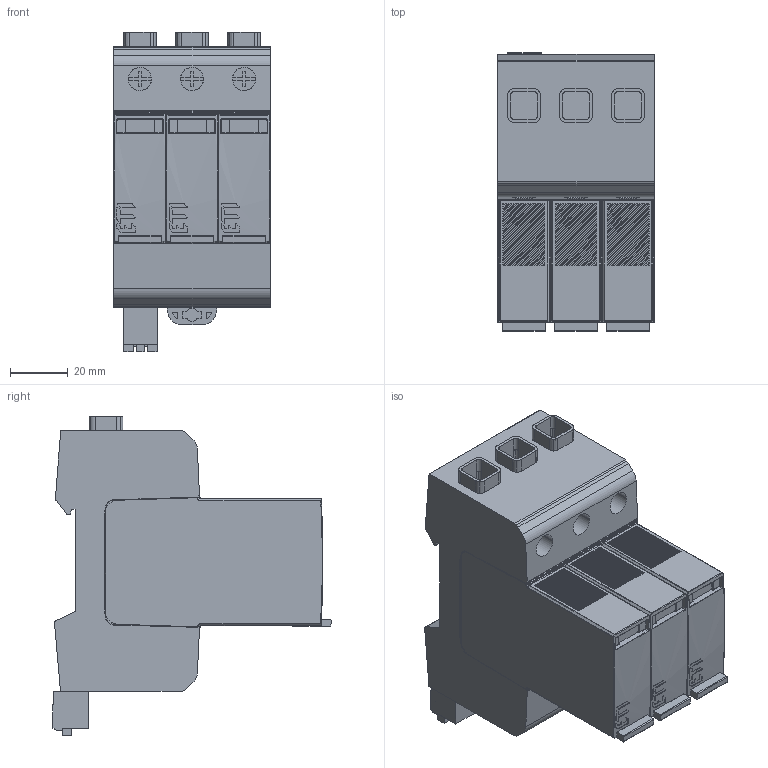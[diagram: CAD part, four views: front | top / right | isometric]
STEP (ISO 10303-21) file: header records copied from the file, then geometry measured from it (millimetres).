
FILE_DESCRIPTION((''),'2;1');
FILE_NAME('ETIMAT_ML_30_ASM_1_ASM_1_ASM','2022-01-05T11:39:51',('marketing.praksa'),('Audax d.o.o.'),'CREO PARAMETRIC BY PTC INC, 2021304','CREO PARAMETRIC BY PTC INC, 2021304','');
FILE_SCHEMA(('AP242_MANAGED_MODEL_BASED_3D_ENGINEERING_MIM_LF { 1 0 10303 442 1 1 4 }'));
Products named in the file (20): PRT0020_1_1; PRT0021_1_1; PRT0022_1_1; VIJA_ASM_1_ASM_1_ASM; PRT0017_1_2_1_1; PRT0017_1_1_1_1_1; RC_WHH_1_1_1_1; RC_WHH_1_2_1_1; RC_WHH_1_3_1_1; RC_WHH_1_ASM_1_ASM_1_ASM; IZ59_0661_ETITEC_M_T2_PV_1500_2; PRT9567_1_1; IZ59_0523_MOD_EM_T12_PV_550_6_1; PRT0019_1_1_1; PRT0019_1_2_1; PRT0019_1_3_1; PRT0019_1_ASM_1_ASM; PRT9565_1; 002440520_MOD_M_T12_PV_550-6_25_ASM; ETIMAT_ML_30_ASM_1_ASM_1_ASM
Assembly tree (21 placements, depth 4):
  ETIMAT_ML_30_ASM_1_ASM_1_ASM
    VIJA_ASM_1_ASM_1_ASM
      PRT0020_1_1
      PRT0021_1_1
      PRT0022_1_1
    PRT0017_1_2_1_1
    PRT0017_1_1_1_1_1
    RC_WHH_1_ASM_1_ASM_1_ASM
      RC_WHH_1_1_1_1
      RC_WHH_1_2_1_1
      RC_WHH_1_3_1_1
    IZ59_0661_ETITEC_M_T2_PV_1500_2
    002440520_MOD_M_T12_PV_550-6_25_ASM  x3
      PRT9567_1_1
      IZ59_0523_MOD_EM_T12_PV_550_6_1
      PRT0019_1_ASM_1_ASM
        PRT0019_1_1_1
        PRT0019_1_2_1
        PRT0019_1_3_1
      PRT9565_1
Bounding box: 54 x 96.2 x 110.6 mm (x, y, z)
Volume: 320449.5 mm3; surface area: 75365.4 mm2
Topology: 27 solids, 27 shells, 1969 faces, 5559 edges, 3761 vertices
Faces by surface type: plane 1002, cylinder 742, torus 66, bspline 63, sphere 51, extrusion 33, cone 12
Entity records: 40004 total; most frequent: CARTESIAN_POINT 8266, ORIENTED_EDGE 4884, DIRECTION 4785, PRESENTATION_STYLE_ASSIGNMENT 2457, STYLED_ITEM 2457, CURVE_STYLE 2442, EDGE_CURVE 2442, AXIS2_PLACEMENT_3D 1678
